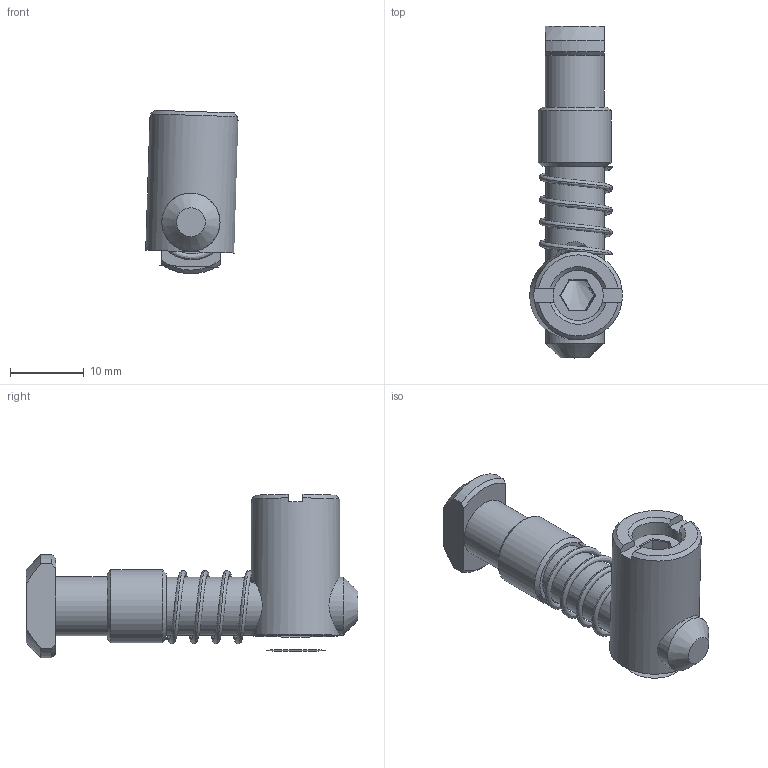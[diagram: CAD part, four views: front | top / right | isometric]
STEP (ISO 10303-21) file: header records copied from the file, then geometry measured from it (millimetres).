
FILE_DESCRIPTION(/* description */ ('Connessione con fresatura assiale'),/* implementation_level */ '2;1');
FILE_NAME(/* name */ 'PCE30-02.stp',/* time_stamp */ '2021-02-19T08:14:11+01:00',/* author */ ('omnitec'),/* organization */ ('Microsoft'),/* preprocessor_version */ 'ST-DEVELOPER v18.1',/* originating_system */ 'Autodesk Inventor 2021',/* authorisation */ '');
FILE_SCHEMA (('AUTOMOTIVE_DESIGN { 1 0 10303 214 3 1 1 }'));
Length unit declared in the file: millimetre
Products named in the file (1): PCE30-02
Bounding box: 12.55 x 45 x 22.14 mm (x, y, z)
Volume: 2544.8 mm3; surface area: 2882 mm2
Topology: 2 solids, 4 shells, 54 faces, 134 edges, 88 vertices
Faces by surface type: plane 32, cone 13, cylinder 7, bspline 2
Full cylindrical faces by diameter (mm): 6.8 x1, 7.9 x1, 8 x1, 9.9 x1, 12 x1
Entity records: 3627 total; most frequent: CARTESIAN_POINT 2341, ORIENTED_EDGE 253, DIRECTION 246, EDGE_CURVE 133, AXIS2_PLACEMENT_3D 90, VERTEX_POINT 88, LINE 66, VECTOR 66
